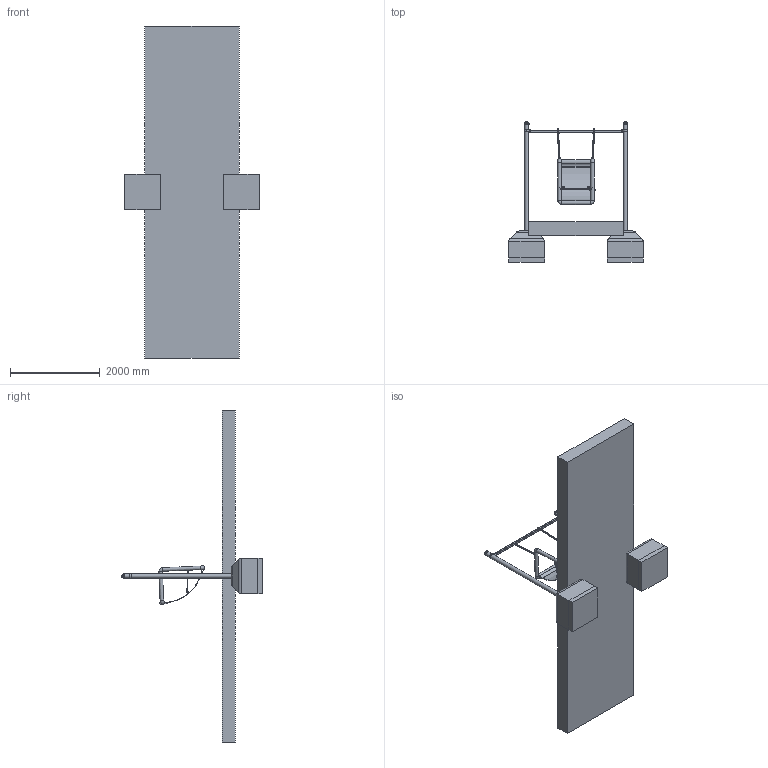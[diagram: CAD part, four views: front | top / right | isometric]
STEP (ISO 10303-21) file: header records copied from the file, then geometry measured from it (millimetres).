
FILE_DESCRIPTION (( 'STEP AP203' ), '1' );
FILE_NAME ('Easy Swing 4591-50-1.STEP', '2017-09-26T13:31:48', ( '' ), ( '' ), 'SwSTEP 2.0', 'SolidWorks 2016', '' );
FILE_SCHEMA (( 'CONFIG_CONTROL_DESIGN' ));
Length unit declared in the file: millimetre
Products named in the file (148): Kettenadapter ohne Kette_Easy_01; prevailing torque nut style 1 insert_din; 4602_2; 6er Kettenglied_Easy_01; Sicherung (8) von Kettenadapter ohne Kette_Easy_01; cross ph tapping 968_din; Abdeckkappe ﾘ 102 mm_01; 8er Kettenglied_Easy; Screw DIN 968-ST6.3x25-C_-H-N; hex flange nut_din; 8er Kettenglied_Easy_Standard<Wie bearbeitet>; 4591-50-1 Schaukel-Element_Easy_01; plain washer grade a_din; 55-4607 - Schäkel gerade M8 V2A_2; 461 - Kettenadapter mit 3 Glieder 6er KetteNEU_Easy_01; Screw DIN 968-ST6.3x25-C_-H-N_Screw DIN 968-ST6.3x25-C-H-N; 6er Gabelkopf_Easy_01; 322,48_Easy_01; round head square neck bolt_ai_RHSNBOLT 0.375-16x1.5x1-N; Abdeckkappe_M12_schwarz; shim-support ring_din; Gelenkadapter 1_Easy_01; Sicherheitsbereich Easy Swing 4591-50-1_01; rot Kappe 102er_01; Pfosten 2200 Abstand_01; Gelenkadapter 2_Easy_01; 35-102 - Pfostenschelle f黵 102er Rohr_01; DIN EN ISO 10512 - M8x1 -_ N_DIN EN ISO 10512 - M8x1 - N; Schaukel-Element 4591-50-1 _Easy_01; Traverse Easy Swing 4591-50-1_01; round head square neck bolt_ai; Fundament Easy-Swing 4591-50-1_01; Bolzen f黵 Schelle im Beton_01; Easy Swing 4591-50-1; shim-support ring_din_DIN 988-S12x18; 322,48_Easy_01_Standard<Wie bearbeitet>; Karabiner_Easy_01; prevailing torque nut style 1 insert_din_DIN EN ISO 10512 - M12x1.5 - N; DIN EN ISO 10512 - M8x1 -_ N; 500_Easy_01_Standard<Wie bearbeitet> ...
Assembly tree (98 placements, depth 4):
  prevailing torque nut style 1 insert_din
  4602_2
  6er Kettenglied_Easy_01
  6er Kettenglied_Easy_01
  cross ph tapping 968_din
Bounding box: 3000 x 3138.96 x 7400 mm (x, y, z)
Volume: 5489922326.4 mm3; surface area: 56094020.3 mm2
Topology: 808 solids, 808 shells, 4126 faces, 7165 edges, 4614 vertices
Faces by surface type: plane 2178, cylinder 1023, torus 598, cone 169, bspline 114, sphere 44
Full cylindrical faces by diameter (mm): 3 x2, 4 x20, 4.771 x1, 5 x5, 6 x66, 6.3 x6, 6.36 x10, 7 x2, 8 x388, 8.5 x4, 8.7 x4, 9 x1, 9.429 x2, 9.525 x2, 10 x14, 10.2 x4, 10.5 x2, 11 x4, 11.6 x5, 11.8 x5, 12 x12, 12.05 x2, 13 x8, 13.714 x2, 14.5 x6, 16 x5, 17.4 x5, 17.7 x2, 17.77 x2, 18 x2
Entity records: 47295 total; most frequent: CARTESIAN_POINT 11658, DIRECTION 4817, ORIENTED_EDGE 3832, AXIS2_PLACEMENT_3D 2064, EDGE_CURVE 1916, EDGE_LOOP 1485, FACE_OUTER_BOUND 1301, VERTEX_POINT 1297
